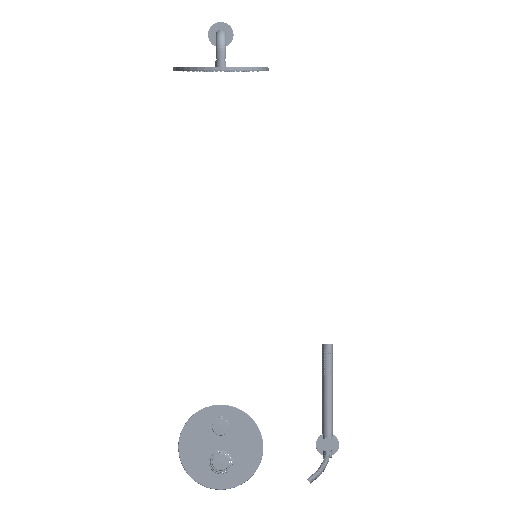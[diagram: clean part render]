
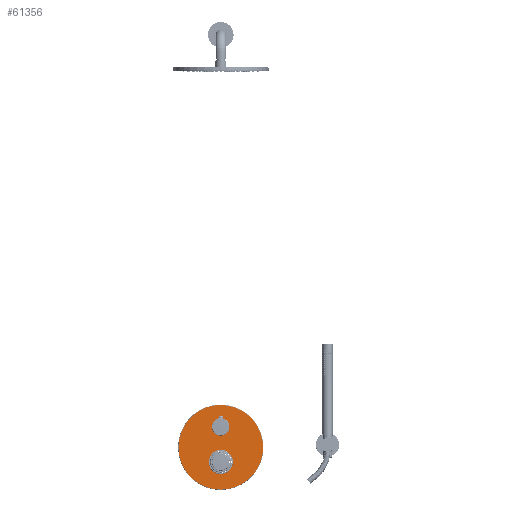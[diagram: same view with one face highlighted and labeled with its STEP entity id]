
A CAD part, top view. The second image highlights one B-rep face of the part: STEP entity #61356.
In plain terms, the highlighted planar face has unit normal (0, 0, 1).
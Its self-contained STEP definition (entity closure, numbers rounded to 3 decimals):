
#59878=CARTESIAN_POINT('',(0.,34.3,8.));
#59879=DIRECTION('',(0.,0.,1.));
#59880=DIRECTION('',(-1.,0.,0.));
#59881=AXIS2_PLACEMENT_3D('',#59878,#59879,#59880);
#59883=CARTESIAN_POINT('',(0.,34.3,8.));
#59884=DIRECTION('',(0.,0.,1.));
#59885=DIRECTION('',(1.,0.,0.));
#59886=AXIS2_PLACEMENT_3D('',#59883,#59884,#59885);
#59888=CARTESIAN_POINT('',(0.,82.,8.));
#59889=DIRECTION('',(0.,0.,-1.));
#59890=DIRECTION('',(-1.,0.,0.));
#59891=AXIS2_PLACEMENT_3D('',#59888,#59889,#59890);
#59893=CARTESIAN_POINT('',(0.,82.,8.));
#59894=DIRECTION('',(0.,0.,-1.));
#59895=DIRECTION('',(1.,0.,0.));
#59896=AXIS2_PLACEMENT_3D('',#59893,#59894,#59895);
#59898=CARTESIAN_POINT('',(0.,0.,8.));
#59899=DIRECTION('',(0.,0.,-1.));
#59900=DIRECTION('',(-1.,0.,0.));
#59901=AXIS2_PLACEMENT_3D('',#59898,#59899,#59900);
#59903=CARTESIAN_POINT('',(0.,0.,8.));
#59904=DIRECTION('',(0.,0.,-1.));
#59905=DIRECTION('',(1.,0.,0.));
#59906=AXIS2_PLACEMENT_3D('',#59903,#59904,#59905);
#60895=CARTESIAN_POINT('',(-99.,34.3,8.));
#60896=CARTESIAN_POINT('',(99.,34.3,8.));
#60897=VERTEX_POINT('',#60895);
#60898=VERTEX_POINT('',#60896);
#60951=CARTESIAN_POINT('',(-17.25,82.,8.));
#60952=CARTESIAN_POINT('',(17.25,82.,8.));
#60953=VERTEX_POINT('',#60951);
#60954=VERTEX_POINT('',#60952);
#61031=CARTESIAN_POINT('',(-28.25,0.,8.));
#61032=CARTESIAN_POINT('',(28.25,0.,8.));
#61033=VERTEX_POINT('',#61031);
#61034=VERTEX_POINT('',#61032);
#61334=CARTESIAN_POINT('',(0.,34.3,8.));
#61335=DIRECTION('',(0.,0.,-1.));
#61336=DIRECTION('',(1.,0.,0.));
#61337=AXIS2_PLACEMENT_3D('',#61334,#61335,#61336);
#61338=PLANE('',#61337);
#61340=ORIENTED_EDGE('',*,*,#61339,.F.);
#61342=ORIENTED_EDGE('',*,*,#61341,.F.);
#61343=EDGE_LOOP('',(#61340,#61342));
#61344=FACE_OUTER_BOUND('',#61343,.F.);
#61346=ORIENTED_EDGE('',*,*,#61345,.F.);
#61348=ORIENTED_EDGE('',*,*,#61347,.F.);
#61349=EDGE_LOOP('',(#61346,#61348));
#61350=FACE_BOUND('',#61349,.F.);
#61351=ORIENTED_EDGE('',*,*,#61317,.F.);
#61353=ORIENTED_EDGE('',*,*,#61352,.F.);
#61354=EDGE_LOOP('',(#61351,#61353));
#61355=FACE_BOUND('',#61354,.F.);
#61356=ADVANCED_FACE('',(#61344,#61350,#61355),#61338,.F.);
#59882=CIRCLE('',#59881,99.);
#59887=CIRCLE('',#59886,99.);
#59892=CIRCLE('',#59891,17.25);
#59897=CIRCLE('',#59896,17.25);
#59902=CIRCLE('',#59901,28.25);
#59907=CIRCLE('',#59906,28.25);
#61317=EDGE_CURVE('',#61033,#61034,#59902,.T.);
#61339=EDGE_CURVE('',#60897,#60898,#59882,.T.);
#61341=EDGE_CURVE('',#60898,#60897,#59887,.T.);
#61345=EDGE_CURVE('',#60953,#60954,#59892,.T.);
#61347=EDGE_CURVE('',#60954,#60953,#59897,.T.);
#61352=EDGE_CURVE('',#61034,#61033,#59907,.T.);
